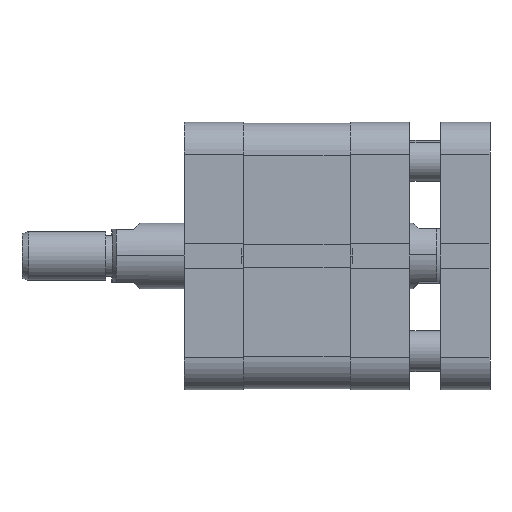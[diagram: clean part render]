
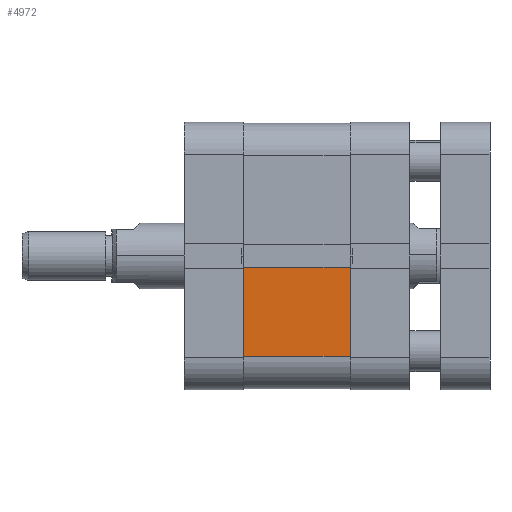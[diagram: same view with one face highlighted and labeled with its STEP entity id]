
A CAD part, front view. The second image highlights one B-rep face of the part: STEP entity #4972.
In plain terms, the highlighted planar face has unit normal (0, -1, 0).
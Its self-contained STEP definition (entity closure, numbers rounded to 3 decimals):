
#1002 = EDGE_CURVE ( 'NONE', #11465, #22767, #37044, .T. ) ;
#1166 = EDGE_CURVE ( 'NONE', #22767, #7497, #32247, .T. ) ;
#1414 = CARTESIAN_POINT ( 'NONE',  ( 26., -32.5, -2.8 ) ) ;
#1897 = DIRECTION ( 'NONE',  ( 0., 0., -1. ) ) ;
#2118 = CARTESIAN_POINT ( 'NONE',  ( 0., -32.5, -2.8 ) ) ;
#2583 = VECTOR ( 'NONE', #1897, 1000. ) ;
#4466 = DIRECTION ( 'NONE',  ( 0., 0., -1. ) ) ;
#4693 = LINE ( 'NONE', #4893, #2583 ) ;
#4893 = CARTESIAN_POINT ( 'NONE',  ( 26., -32.5, -32.5 ) ) ;
#4972 = ADVANCED_FACE ( 'NONE', ( #32066 ), #22566, .F. ) ;
#5465 = VECTOR ( 'NONE', #22166, 1000. ) ;
#6398 = EDGE_CURVE ( 'NONE', #7497, #13957, #17546, .T. ) ;
#6740 = ORIENTED_EDGE ( 'NONE', *, *, #35563, .F. ) ;
#7497 = VERTEX_POINT ( 'NONE', #34468 ) ;
#11368 = CARTESIAN_POINT ( 'NONE',  ( 26., -32.5, -24.5 ) ) ;
#11465 = VERTEX_POINT ( 'NONE', #1414 ) ;
#13957 = VERTEX_POINT ( 'NONE', #35841 ) ;
#16263 = VECTOR ( 'NONE', #4466, 1000. ) ;
#17546 = LINE ( 'NONE', #11368, #24198 ) ;
#21762 = CARTESIAN_POINT ( 'NONE',  ( 26.001, -32.5, -2.8 ) ) ;
#22166 = DIRECTION ( 'NONE',  ( -1., 0., 0. ) ) ;
#22566 = PLANE ( 'NONE',  #32363 ) ;
#22767 = VERTEX_POINT ( 'NONE', #2118 ) ;
#24198 = VECTOR ( 'NONE', #38974, 1000. ) ;
#24470 = ORIENTED_EDGE ( 'NONE', *, *, #1166, .T. ) ;
#26101 = CARTESIAN_POINT ( 'NONE',  ( 0., -32.5, -32.5 ) ) ;
#26905 = EDGE_LOOP ( 'NONE', ( #36729, #24470, #33395, #6740 ) ) ;
#29074 = CARTESIAN_POINT ( 'NONE',  ( 26., -32.5, -32.5 ) ) ;
#29277 = DIRECTION ( 'NONE',  ( 0., 0., 1. ) ) ;
#32066 = FACE_OUTER_BOUND ( 'NONE', #26905, .T. ) ;
#32247 = LINE ( 'NONE', #26101, #16263 ) ;
#32254 = DIRECTION ( 'NONE',  ( 0., 1., 0. ) ) ;
#32363 = AXIS2_PLACEMENT_3D ( 'NONE', #29074, #32254, #29277 ) ;
#33395 = ORIENTED_EDGE ( 'NONE', *, *, #6398, .T. ) ;
#34468 = CARTESIAN_POINT ( 'NONE',  ( 0., -32.5, -24.5 ) ) ;
#35563 = EDGE_CURVE ( 'NONE', #11465, #13957, #4693, .T. ) ;
#35841 = CARTESIAN_POINT ( 'NONE',  ( 26., -32.5, -24.5 ) ) ;
#36729 = ORIENTED_EDGE ( 'NONE', *, *, #1002, .T. ) ;
#37044 = LINE ( 'NONE', #21762, #5465 ) ;
#38974 = DIRECTION ( 'NONE',  ( 1., 0., 0. ) ) ;
